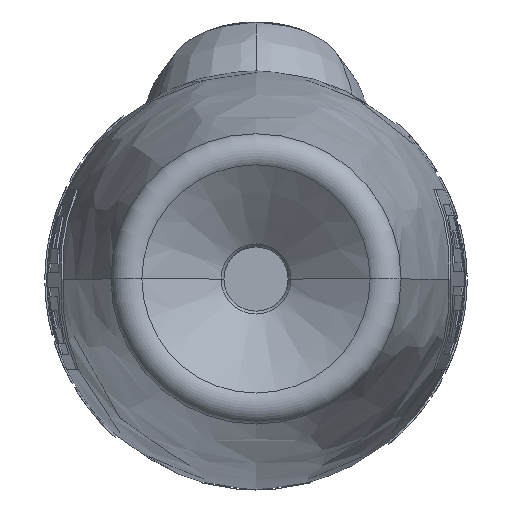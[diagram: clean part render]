
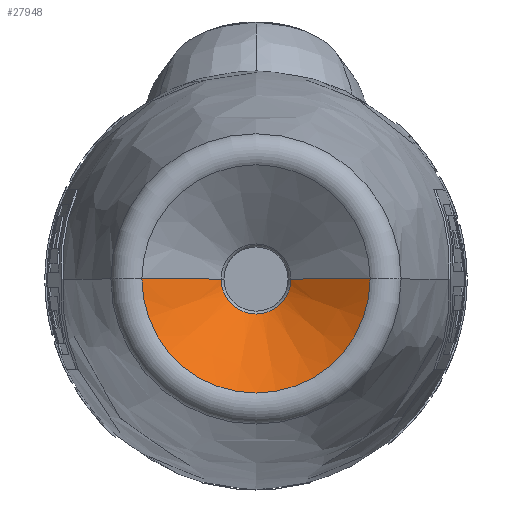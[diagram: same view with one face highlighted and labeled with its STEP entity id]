
A CAD part, top view. The second image highlights one B-rep face of the part: STEP entity #27948.
In plain terms, the highlighted conical face has half-angle 53.262 degrees and reference radius 3.78 mm.
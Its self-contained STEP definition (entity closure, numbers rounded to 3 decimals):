
#6869=DIRECTION('',(0.801,0.,0.598));
#6870=VECTOR('',#6869,5.003);
#6871=CARTESIAN_POINT('',(1.776,0.,48.283));
#6872=LINE('',#6871,#6870);
#6878=DIRECTION('',(-0.801,0.,0.598));
#6879=VECTOR('',#6878,5.003);
#6880=CARTESIAN_POINT('',(-1.776,0.,48.283));
#6881=LINE('',#6880,#6879);
#6882=CARTESIAN_POINT('',(0.,0.,51.275));
#6883=DIRECTION('',(0.,0.,-1.));
#6884=DIRECTION('',(1.,0.,0.));
#6885=AXIS2_PLACEMENT_3D('',#6882,#6883,#6884);
#6887=CARTESIAN_POINT('',(0.,0.,48.283));
#6888=DIRECTION('',(0.,0.,-1.));
#6889=DIRECTION('',(1.,0.,0.));
#6890=AXIS2_PLACEMENT_3D('',#6887,#6888,#6889);
#15007=CARTESIAN_POINT('',(1.776,0.,48.283));
#15008=CARTESIAN_POINT('',(-1.776,0.,48.283));
#15009=VERTEX_POINT('',#15007);
#15010=VERTEX_POINT('',#15008);
#15027=CARTESIAN_POINT('',(-5.785,0.,51.275));
#15028=CARTESIAN_POINT('',(5.785,0.,51.275));
#15029=VERTEX_POINT('',#15027);
#15030=VERTEX_POINT('',#15028);
#27936=CARTESIAN_POINT('',(0.,0.,49.779));
#27937=DIRECTION('',(0.,0.,1.));
#27938=DIRECTION('',(-1.,0.,0.));
#27939=AXIS2_PLACEMENT_3D('',#27936,#27937,#27938);
#27940=CONICAL_SURFACE('',#27939,3.78,53.262);
#27941=ORIENTED_EDGE('',*,*,#27901,.T.);
#27942=ORIENTED_EDGE('',*,*,#27931,.F.);
#27944=ORIENTED_EDGE('',*,*,#27943,.F.);
#27945=ORIENTED_EDGE('',*,*,#27927,.T.);
#27946=EDGE_LOOP('',(#27941,#27942,#27944,#27945));
#27947=FACE_OUTER_BOUND('',#27946,.F.);
#27948=ADVANCED_FACE('',(#27947),#27940,.F.);
#6886=CIRCLE('',#6885,5.785);
#6891=CIRCLE('',#6890,1.776);
#27901=EDGE_CURVE('',#15030,#15029,#6886,.T.);
#27927=EDGE_CURVE('',#15009,#15030,#6872,.T.);
#27931=EDGE_CURVE('',#15010,#15029,#6881,.T.);
#27943=EDGE_CURVE('',#15009,#15010,#6891,.T.);
